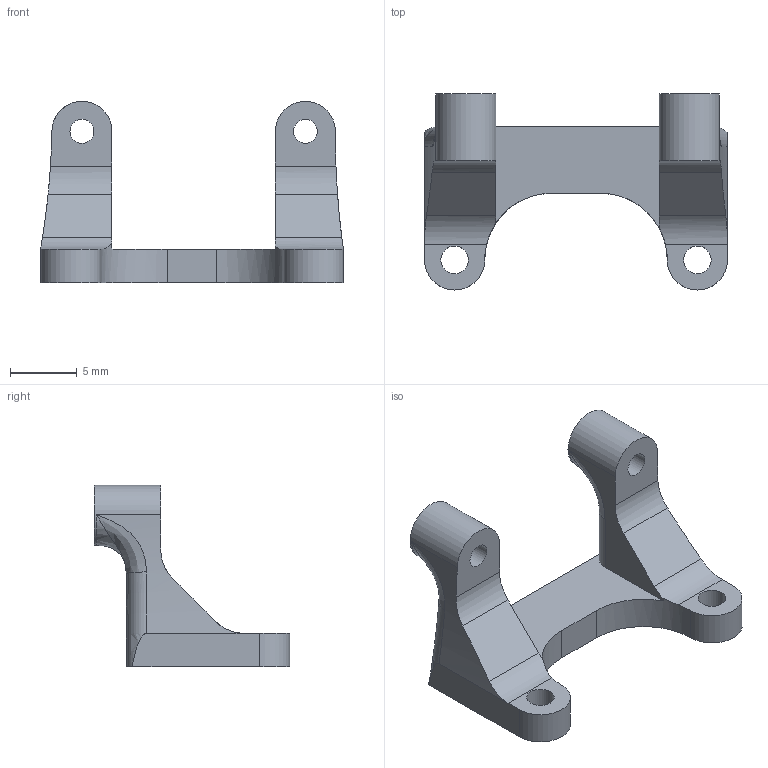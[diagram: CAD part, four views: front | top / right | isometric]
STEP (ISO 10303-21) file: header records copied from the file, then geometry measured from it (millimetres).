
FILE_DESCRIPTION(/* description */ (''),/* implementation_level */ '2;1');
FILE_NAME(/* name */ 'BTT Microprobe Mount - V0.1.2.step',/* time_stamp */ '2024-06-04T17:43:40-04:00',/* author */ (''),/* organization */ (''),/* preprocessor_version */ 'ST-DEVELOPER v20',/* originating_system */ 'Autodesk Translation Framework v13.14.0.145',/* authorisation */ '');
FILE_SCHEMA (('AUTOMOTIVE_DESIGN { 1 0 10303 214 3 1 1 }'));
Length unit declared in the file: millimetre
Products named in the file (1): BTT Microprobe Mount
Bounding box: 22.7 x 14.68 x 13.6 mm (x, y, z)
Volume: 880.4 mm3; surface area: 991 mm2
Topology: 1 solids, 1 shells, 44 faces, 118 edges, 72 vertices
Faces by surface type: cylinder 18, plane 17, bspline 7, torus 2
Full cylindrical faces by diameter (mm): 1.8 x2, 2.075 x1, 2.076 x1, 4.5 x2
Entity records: 2089 total; most frequent: CARTESIAN_POINT 980, ORIENTED_EDGE 228, DIRECTION 214, EDGE_CURVE 114, AXIS2_PLACEMENT_3D 83, VERTEX_POINT 72, EDGE_LOOP 52, LINE 48
